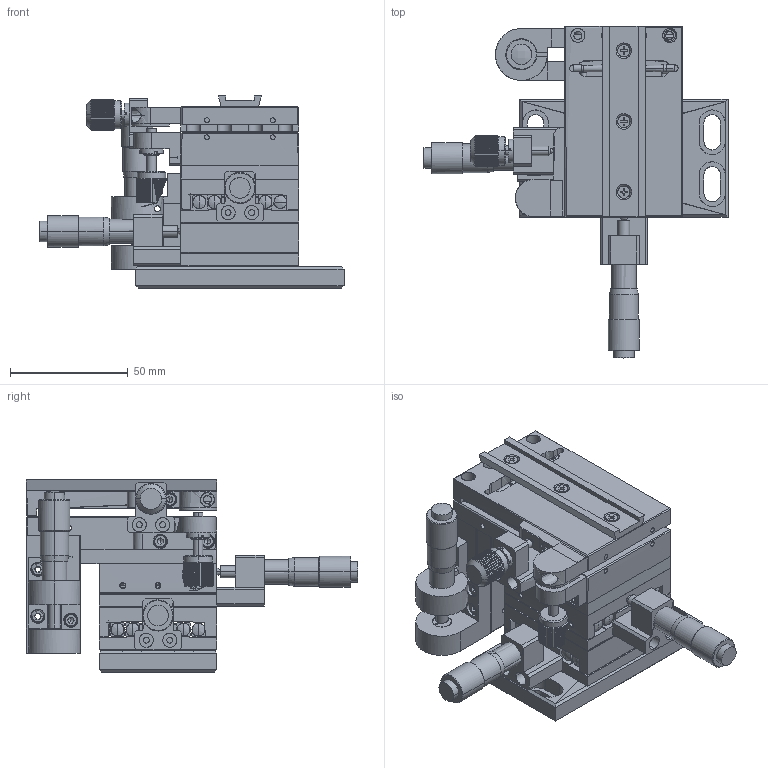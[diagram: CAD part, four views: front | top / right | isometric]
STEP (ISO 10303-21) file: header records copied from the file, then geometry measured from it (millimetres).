
FILE_DESCRIPTION (( 'STEP AP203' ), '1' );
FILE_NAME ('519455_step.STEP', '2021-11-25T08:59:33', ( '' ), ( '' ), 'SwSTEP 2.0', 'SolidWorks 2020', '' );
FILE_SCHEMA (( 'CONFIG_CONTROL_DESIGN' ));
Products named in the file (1): 519455_step
Bounding box: 129.02 x 140.82 x 81.5 mm (x, y, z)
Surface area: 105139.4 mm2 (no closed solid volume)
Topology: 0 solids, 83 shells, 1287 faces, 4241 edges, 2896 vertices
Faces by surface type: bspline 1287
Entity records: 62940 total; most frequent: CARTESIAN_POINT 40166, ORIENTED_EDGE 7025, EDGE_CURVE 4122, B_SPLINE_CURVE_WITH_KNOTS 3225, VERTEX_POINT 2891, EDGE_LOOP 1637, ADVANCED_FACE 1287, FACE_OUTER_BOUND 1287
